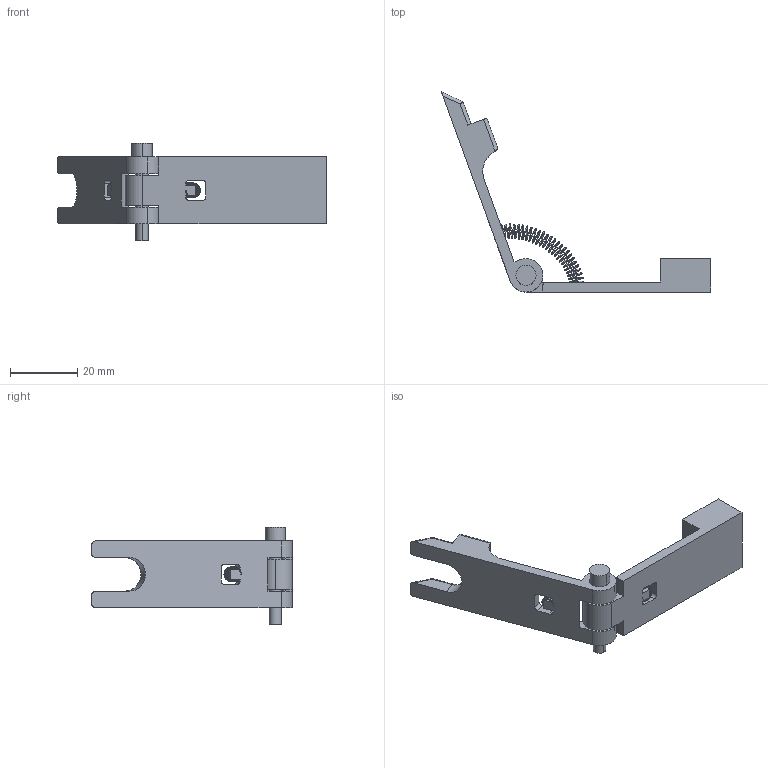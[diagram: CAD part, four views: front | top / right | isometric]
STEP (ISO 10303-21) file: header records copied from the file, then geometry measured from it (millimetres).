
FILE_DESCRIPTION (( 'STEP AP214' ), '1' );
FILE_NAME ('Tool_OpenDoor.STEP', '2023-04-26T13:22:48', ( '' ), ( '' ), 'SwSTEP 2.0', 'SolidWorks 2022', '' );
FILE_SCHEMA (( 'AUTOMOTIVE_DESIGN' ));
Length unit declared in the file: millimetre
Products named in the file (5): Tool_OpenDoor; achse; gripperPart; Teil1^TuerOeffner; knobPart
Assembly tree (4 placements, depth 2):
  Tool_OpenDoor
    gripperPart
    knobPart
    achse
    Teil1^TuerOeffner
Bounding box: 80.22 x 59.67 x 29 mm (x, y, z)
Volume: 10615.9 mm3; surface area: 7685.9 mm2
Topology: 4 solids, 4 shells, 103 faces, 268 edges, 174 vertices
Faces by surface type: cylinder 50, plane 49, torus 2, bspline 2
Entity records: 11590 total; most frequent: CARTESIAN_POINT 8844, DIRECTION 540, ORIENTED_EDGE 536, EDGE_CURVE 268, AXIS2_PLACEMENT_3D 186, VERTEX_POINT 174, LINE 168, VECTOR 168
